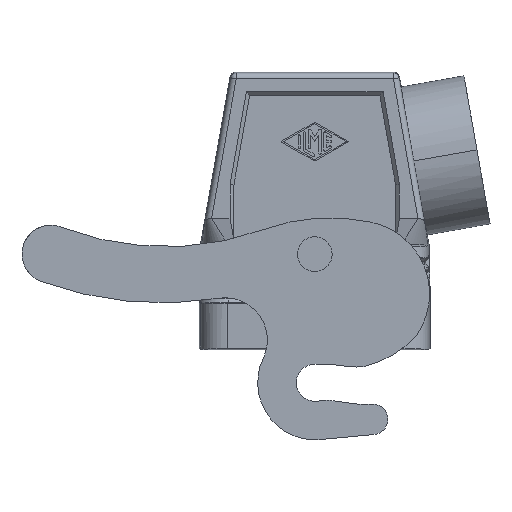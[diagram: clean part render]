
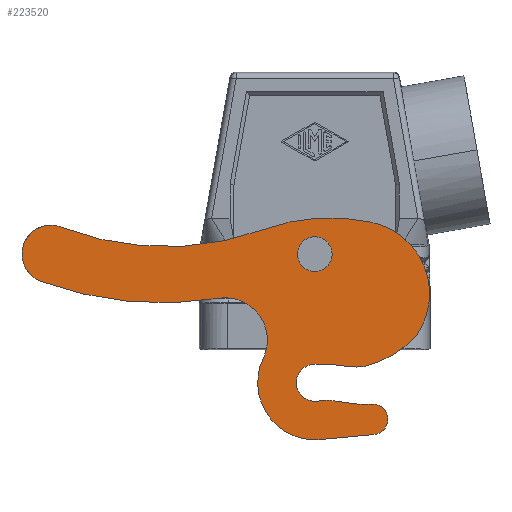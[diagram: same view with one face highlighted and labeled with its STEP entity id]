
A CAD part, front view. The second image highlights one B-rep face of the part: STEP entity #223520.
In plain terms, the highlighted face is planar.
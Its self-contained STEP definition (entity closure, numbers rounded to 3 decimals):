
#221450=CARTESIAN_POINT('',(23.624,118.81,24.8));
#221460=DIRECTION('',(-1.,0.,0.));
#221470=DIRECTION('',(0.,-1.,0.));
#221480=AXIS2_PLACEMENT_3D('',#221450,#221460,#221470);
#221490=CIRCLE('',#221480,7.5);
#221500=CARTESIAN_POINT('',(23.624,116.101,
31.794));
#221510=VERTEX_POINT('',#221500);
#221520=CARTESIAN_POINT('',(23.624,121.423,
17.77));
#221530=VERTEX_POINT('',#221520);
#221540=EDGE_CURVE('',#221510,#221530,#221490,.T.);
#221780=CARTESIAN_POINT('',(23.624,90.062,
102.129));
#221790=DIRECTION('',(-1.,0.,0.));
#221800=DIRECTION('',(0.,-1.,0.));
#221810=AXIS2_PLACEMENT_3D('',#221780,#221790,#221800);
#221820=CIRCLE('',#221810,90.);
#221830=CARTESIAN_POINT('',(23.624,75.402,
13.331));
#221840=VERTEX_POINT('',#221830);
#221850=EDGE_CURVE('',#221530,#221840,#221820,.T.);
#221980=CARTESIAN_POINT('',(23.624,-46.674,
-58.637));
#221990=DIRECTION('',(-1.,0.,0.));
#222000=DIRECTION('',(0.,-1.,0.));
#222010=AXIS2_PLACEMENT_3D('',#221980,#221990,#222000);
#222020=PLANE('',#222010);
#222030=CARTESIAN_POINT('',(23.624,50.31,24.8));
#222040=DIRECTION('',(-1.,0.,0.));
#222050=DIRECTION('',(0.,-1.,0.));
#222060=AXIS2_PLACEMENT_3D('',#222030,#222040,#222050);
#222070=CIRCLE('',#222060,4.5);
#222080=CARTESIAN_POINT('',(23.624,45.81,24.8));
#222090=VERTEX_POINT('',#222080);
#222100=CARTESIAN_POINT('',(23.624,54.81,24.8));
#222110=VERTEX_POINT('',#222100);
#222120=EDGE_CURVE('',#222090,#222110,#222070,.T.);
#222130=ORIENTED_EDGE('',*,*,#222120,.F.);
#222140=EDGE_CURVE('',#222110,#222090,#222070,.T.);
#222150=ORIENTED_EDGE('',*,*,#222140,.F.);
#222160=EDGE_LOOP('',(#222150,#222130));
#222170=FACE_BOUND('',#222160,.T.);
#222180=CARTESIAN_POINT('',(23.624,89.01,
101.73));
#222190=DIRECTION('',(-1.,0.,0.));
#222200=DIRECTION('',(0.,-1.,0.));
#222210=AXIS2_PLACEMENT_3D('',#222180,#222190,#222200);
#222220=CIRCLE('',#222210,75.);
#222230=CARTESIAN_POINT('',(23.624,63.399,
31.238));
#222240=VERTEX_POINT('',#222230);
#222250=EDGE_CURVE('',#221510,#222240,#222220,.T.);
#222260=ORIENTED_EDGE('',*,*,#222250,.F.);
#222270=CARTESIAN_POINT('',(23.624,46.31,
-15.8));
#222280=DIRECTION('',(-1.,0.,0.));
#222290=DIRECTION('',(0.,-1.,0.));
#222300=AXIS2_PLACEMENT_3D('',#222270,#222280,#222290);
#222310=CIRCLE('',#222300,50.046);
#222320=CARTESIAN_POINT('',(23.624,36.021,
33.177));
#222330=VERTEX_POINT('',#222320);
#222340=EDGE_CURVE('',#222330,#222240,#222310,.T.);
#222350=ORIENTED_EDGE('',*,*,#222340,.T.);
#222360=CARTESIAN_POINT('',(23.624,39.51,14.5));
#222370=DIRECTION('',(-1.,0.,0.));
#222380=DIRECTION('',(0.,-1.,0.));
#222390=AXIS2_PLACEMENT_3D('',#222360,#222370,#222380);
#222400=CIRCLE('',#222390,19.);
#222410=CARTESIAN_POINT('',(23.624,23.915,
3.646));
#222420=VERTEX_POINT('',#222410);
#222430=EDGE_CURVE('',#222420,#222330,#222400,.T.);
#222440=ORIENTED_EDGE('',*,*,#222430,.T.);
#222450=CARTESIAN_POINT('',(23.624,43.81,
21.9));
#222460=DIRECTION('',(-1.,0.,0.));
#222470=DIRECTION('',(0.,-1.,0.));
#222480=AXIS2_PLACEMENT_3D('',#222450,#222460,#222470);
#222490=CIRCLE('',#222480,27.);
#222500=CARTESIAN_POINT('',(23.624,37.802,
-4.423));
#222510=VERTEX_POINT('',#222500);
#222520=EDGE_CURVE('',#222510,#222420,#222490,.T.);
#222530=ORIENTED_EDGE('',*,*,#222520,.T.);
#222540=CARTESIAN_POINT('',(23.624,39.51,14.5));
#222550=DIRECTION('',(-1.,0.,0.));
#222560=DIRECTION('',(0.,-1.,0.));
#222570=AXIS2_PLACEMENT_3D('',#222540,#222550,#222560);
#222580=CIRCLE('',#222570,19.);
#222590=CARTESIAN_POINT('',(23.624,42.496,
-4.264));
#222600=VERTEX_POINT('',#222590);
#222610=EDGE_CURVE('',#222600,#222510,#222580,.T.);
#222620=ORIENTED_EDGE('',*,*,#222610,.T.);
#222630=CARTESIAN_POINT('',(23.624,48.782,
-43.767));
#222640=DIRECTION('',(-1.,0.,0.));
#222650=DIRECTION('',(0.,-1.,0.));
#222660=AXIS2_PLACEMENT_3D('',#222630,#222640,#222650);
#222670=CIRCLE('',#222660,40.);
#222680=CARTESIAN_POINT('',(23.624,50.518,
-3.805));
#222690=VERTEX_POINT('',#222680);
#222700=EDGE_CURVE('',#222600,#222690,#222670,.T.);
#222710=ORIENTED_EDGE('',*,*,#222700,.F.);
#222720=CARTESIAN_POINT('',(23.624,50.31,
-8.6));
#222730=DIRECTION('',(-1.,0.,0.));
#222740=DIRECTION('',(0.,-1.,0.));
#222750=AXIS2_PLACEMENT_3D('',#222720,#222730,#222740);
#222760=CIRCLE('',#222750,4.8);
#222770=CARTESIAN_POINT('',(23.624,49.892,
-13.382));
#222780=VERTEX_POINT('',#222770);
#222790=EDGE_CURVE('',#222690,#222780,#222760,.T.);
#222800=ORIENTED_EDGE('',*,*,#222790,.F.);
#222810=CARTESIAN_POINT('',(23.624,49.892,
-13.382));
#222820=DIRECTION('',(0.,-0.996,0.087));
#222830=VECTOR('',#222820,1.);
#222840=LINE('',#222810,#222830);
#222850=CARTESIAN_POINT('',(23.624,47.806,
-13.199));
#222860=VERTEX_POINT('',#222850);
#222870=EDGE_CURVE('',#222780,#222860,#222840,.T.);
#222880=ORIENTED_EDGE('',*,*,#222870,.F.);
#222890=CARTESIAN_POINT('',(23.624,46.935,
-23.161));
#222900=DIRECTION('',(-1.,0.,0.));
#222910=DIRECTION('',(0.,-1.,0.));
#222920=AXIS2_PLACEMENT_3D('',#222890,#222900,#222910);
#222930=CIRCLE('',#222920,10.);
#222940=CARTESIAN_POINT('',(23.624,45.543,
-13.259));
#222950=VERTEX_POINT('',#222940);
#222960=EDGE_CURVE('',#222950,#222860,#222930,.T.);
#222970=ORIENTED_EDGE('',*,*,#222960,.T.);
#222980=CARTESIAN_POINT('',(23.624,45.543,
-13.259));
#222990=DIRECTION('',(0.,-0.99,-0.139));
#223000=VECTOR('',#222990,1.);
#223010=LINE('',#222980,#223000);
#223020=CARTESIAN_POINT('',(23.624,40.033,
-14.033));
#223030=VERTEX_POINT('',#223020);
#223040=EDGE_CURVE('',#222950,#223030,#223010,.T.);
#223050=ORIENTED_EDGE('',*,*,#223040,.F.);
#223060=CARTESIAN_POINT('',(23.624,37.249,
5.772));
#223070=DIRECTION('',(-1.,0.,0.));
#223080=DIRECTION('',(0.,-1.,0.));
#223090=AXIS2_PLACEMENT_3D('',#223060,#223070,#223080);
#223100=CIRCLE('',#223090,20.);
#223110=CARTESIAN_POINT('',(23.624,35.63,
-14.162));
#223120=VERTEX_POINT('',#223110);
#223130=EDGE_CURVE('',#223030,#223120,#223100,.T.);
#223140=ORIENTED_EDGE('',*,*,#223130,.F.);
#223150=CARTESIAN_POINT('',(23.624,35.31,
-18.1));
#223160=DIRECTION('',(-1.,0.,0.));
#223170=DIRECTION('',(0.,-1.,0.));
#223180=AXIS2_PLACEMENT_3D('',#223150,#223160,#223170);
#223190=CIRCLE('',#223180,3.951);
#223200=CARTESIAN_POINT('',(23.624,34.944,
-22.034));
#223210=VERTEX_POINT('',#223200);
#223220=EDGE_CURVE('',#223210,#223120,#223190,.T.);
#223230=ORIENTED_EDGE('',*,*,#223220,.T.);
#223240=CARTESIAN_POINT('',(23.624,48.939,
-23.336));
#223250=DIRECTION('',(0.,-0.996,0.093));
#223260=VECTOR('',#223250,1.);
#223270=LINE('',#223240,#223260);
#223280=CARTESIAN_POINT('',(23.624,48.939,
-23.336));
#223290=VERTEX_POINT('',#223280);
#223300=EDGE_CURVE('',#223290,#223210,#223270,.T.);
#223310=ORIENTED_EDGE('',*,*,#223300,.T.);
#223320=CARTESIAN_POINT('',(23.624,50.31,
-8.6));
#223330=DIRECTION('',(-1.,0.,0.));
#223340=DIRECTION('',(0.,-1.,0.));
#223350=AXIS2_PLACEMENT_3D('',#223320,#223330,#223340);
#223360=CIRCLE('',#223350,14.8);
#223370=CARTESIAN_POINT('',(23.624,63.676,
-2.245));
#223380=VERTEX_POINT('',#223370);
#223390=EDGE_CURVE('',#223380,#223290,#223360,.T.);
#223400=ORIENTED_EDGE('',*,*,#223390,.T.);
#223410=CARTESIAN_POINT('',(23.624,73.611,
2.478));
#223420=DIRECTION('',(-1.,0.,0.));
#223430=DIRECTION('',(0.,-1.,0.));
#223440=AXIS2_PLACEMENT_3D('',#223410,#223420,#223430);
#223450=CIRCLE('',#223440,11.);
#223460=EDGE_CURVE('',#223380,#221840,#223450,.T.);
#223470=ORIENTED_EDGE('',*,*,#223460,.F.);
#223480=ORIENTED_EDGE('',*,*,#221850,.T.);
#223490=ORIENTED_EDGE('',*,*,#221540,.T.);
#223500=EDGE_LOOP('',(#223490,#223480,#223470,#223400,#223310,#223230,
#223140,#223050,#222970,#222880,#222800,#222710,#222620,#222530,#222440,
#222350,#222260));
#223510=FACE_OUTER_BOUND('',#223500,.T.);
#223520=ADVANCED_FACE('',(#222170,#223510),#222020,.T.);
